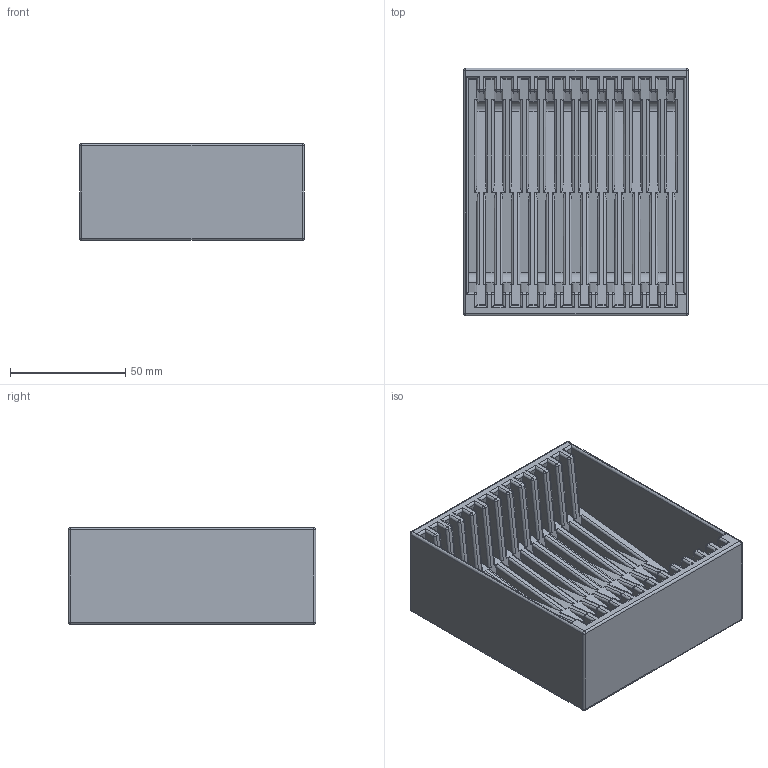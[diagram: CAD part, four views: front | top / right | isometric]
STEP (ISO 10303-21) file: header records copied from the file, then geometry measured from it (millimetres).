
FILE_DESCRIPTION(('FreeCAD Model'),'2;1');
FILE_NAME('Open CASCADE Shape Model','2024-12-14T18:17:44',('FreeCAD'),( 'FreeCAD'),'Open CASCADE STEP processor 7.8','FreeCAD','Unknown');
FILE_SCHEMA(('AUTOMOTIVE_DESIGN { 1 0 10303 214 1 1 1 1 }'));
Length unit declared in the file: millimetre
Products named in the file (1): Open CASCADE STEP translator 7.8 1
Bounding box: 97.28 x 107.21 x 42 mm (x, y, z)
Volume: 140116.5 mm3; surface area: 70052.1 mm2
Topology: 1 solids, 1 shells, 493 faces, 1502 edges, 956 vertices
Faces by surface type: cylinder 258, plane 179, sphere 56
Entity records: 16514 total; most frequent: DIRECTION 2950, CARTESIAN_POINT 2896, ORIENTED_EDGE 2892, EDGE_CURVE 1446, AXIS2_PLACEMENT_3D 1010, VERTEX_POINT 956, LINE 930, VECTOR 930
